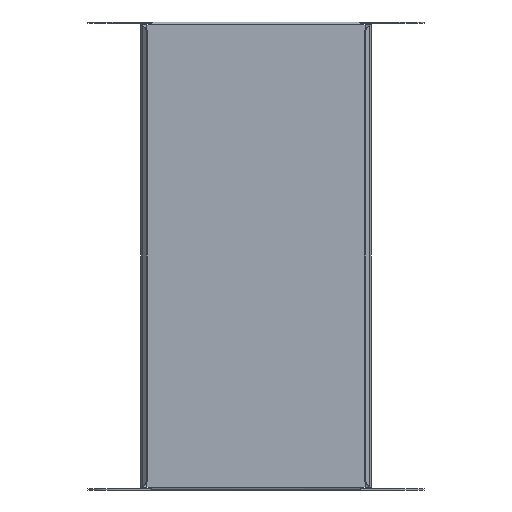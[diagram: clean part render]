
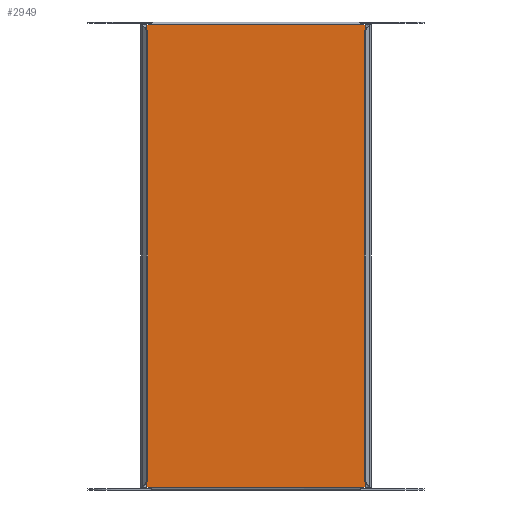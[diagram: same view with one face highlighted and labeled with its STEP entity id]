
A CAD part, front view. The second image highlights one B-rep face of the part: STEP entity #2949.
In plain terms, the highlighted planar face has unit normal (0, -1, 0).
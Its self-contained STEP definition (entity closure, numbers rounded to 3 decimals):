
#500=CARTESIAN_POINT('',(-91.75,0.,-200.75));
#501=DIRECTION('',(0.,1.,0.));
#502=DIRECTION('',(0.,0.,1.));
#503=AXIS2_PLACEMENT_3D('',#500,#501,#502);
#505=DIRECTION('',(1.,0.,0.));
#506=VECTOR('',#505,1.5);
#507=CARTESIAN_POINT('',(-93.25,0.,-197.5));
#508=LINE('',#507,#506);
#509=DIRECTION('',(-1.,0.,0.));
#510=VECTOR('',#509,1.5);
#511=CARTESIAN_POINT('',(-91.75,0.,197.5));
#512=LINE('',#511,#510);
#513=CARTESIAN_POINT('',(-91.75,0.,200.75));
#514=DIRECTION('',(0.,1.,0.));
#515=DIRECTION('',(0.385,0.,-0.923));
#516=AXIS2_PLACEMENT_3D('',#513,#514,#515);
#518=CARTESIAN_POINT('',(91.75,0.,200.75));
#519=DIRECTION('',(0.,1.,0.));
#520=DIRECTION('',(0.,0.,-1.));
#521=AXIS2_PLACEMENT_3D('',#518,#519,#520);
#523=DIRECTION('',(-1.,0.,0.));
#524=VECTOR('',#523,1.5);
#525=CARTESIAN_POINT('',(93.25,0.,197.5));
#526=LINE('',#525,#524);
#527=DIRECTION('',(1.,0.,0.));
#528=VECTOR('',#527,1.5);
#529=CARTESIAN_POINT('',(91.75,0.,-197.5));
#530=LINE('',#529,#528);
#531=CARTESIAN_POINT('',(91.75,0.,-200.75));
#532=DIRECTION('',(0.,1.,0.));
#533=DIRECTION('',(-0.385,0.,0.923));
#534=AXIS2_PLACEMENT_3D('',#531,#532,#533);
#536=DIRECTION('',(-1.,0.,0.));
#537=VECTOR('',#536,181.);
#538=CARTESIAN_POINT('',(90.5,0.,-197.75));
#539=LINE('',#538,#537);
#665=DIRECTION('',(0.,0.,-1.));
#666=VECTOR('',#665,395.);
#667=CARTESIAN_POINT('',(93.25,0.,197.5));
#668=LINE('',#667,#666);
#1501=DIRECTION('',(0.,0.,1.));
#1502=VECTOR('',#1501,395.);
#1503=CARTESIAN_POINT('',(-93.25,0.,-197.5));
#1504=LINE('',#1503,#1502);
#1562=DIRECTION('',(1.,0.,0.));
#1563=VECTOR('',#1562,181.);
#1564=CARTESIAN_POINT('',(-90.5,0.,197.75));
#1565=LINE('',#1564,#1563);
#1989=CARTESIAN_POINT('',(-90.5,0.,197.75));
#1991=VERTEX_POINT('',#1989);
#1992=CARTESIAN_POINT('',(-90.5,0.,-197.75));
#1994=VERTEX_POINT('',#1992);
#1997=CARTESIAN_POINT('',(90.5,0.,-197.75));
#1999=VERTEX_POINT('',#1997);
#2000=CARTESIAN_POINT('',(90.5,0.,197.75));
#2002=VERTEX_POINT('',#2000);
#2122=CARTESIAN_POINT('',(-91.75,0.,-197.5));
#2123=VERTEX_POINT('',#2122);
#2124=CARTESIAN_POINT('',(-93.25,0.,-197.5));
#2125=VERTEX_POINT('',#2124);
#2126=CARTESIAN_POINT('',(-91.75,0.,197.5));
#2127=VERTEX_POINT('',#2126);
#2128=CARTESIAN_POINT('',(-93.25,0.,197.5));
#2129=VERTEX_POINT('',#2128);
#2130=CARTESIAN_POINT('',(91.75,0.,197.5));
#2131=VERTEX_POINT('',#2130);
#2132=CARTESIAN_POINT('',(93.25,0.,197.5));
#2133=VERTEX_POINT('',#2132);
#2134=CARTESIAN_POINT('',(91.75,0.,-197.5));
#2135=VERTEX_POINT('',#2134);
#2136=CARTESIAN_POINT('',(93.25,0.,-197.5));
#2137=VERTEX_POINT('',#2136);
#2919=CARTESIAN_POINT('',(-144.,0.,200.));
#2920=DIRECTION('',(0.,-1.,0.));
#2921=DIRECTION('',(0.,0.,-1.));
#2922=AXIS2_PLACEMENT_3D('',#2919,#2920,#2921);
#2923=PLANE('',#2922);
#2925=ORIENTED_EDGE('',*,*,#2924,.T.);
#2927=ORIENTED_EDGE('',*,*,#2926,.F.);
#2929=ORIENTED_EDGE('',*,*,#2928,.F.);
#2931=ORIENTED_EDGE('',*,*,#2930,.T.);
#2933=ORIENTED_EDGE('',*,*,#2932,.F.);
#2934=ORIENTED_EDGE('',*,*,#2910,.F.);
#2936=ORIENTED_EDGE('',*,*,#2935,.T.);
#2938=ORIENTED_EDGE('',*,*,#2937,.F.);
#2940=ORIENTED_EDGE('',*,*,#2939,.F.);
#2942=ORIENTED_EDGE('',*,*,#2941,.T.);
#2944=ORIENTED_EDGE('',*,*,#2943,.F.);
#2946=ORIENTED_EDGE('',*,*,#2945,.F.);
#2947=EDGE_LOOP('',(#2925,#2927,#2929,#2931,#2933,#2934,#2936,#2938,#2940,#2942,
#2944,#2946));
#2948=FACE_OUTER_BOUND('',#2947,.F.);
#2949=ADVANCED_FACE('',(#2948),#2923,.T.);
#504=CIRCLE('',#503,3.25);
#517=CIRCLE('',#516,3.25);
#522=CIRCLE('',#521,3.25);
#535=CIRCLE('',#534,3.25);
#2910=EDGE_CURVE('',#1991,#2127,#517,.T.);
#2924=EDGE_CURVE('',#1999,#1994,#539,.T.);
#2926=EDGE_CURVE('',#2123,#1994,#504,.T.);
#2928=EDGE_CURVE('',#2125,#2123,#508,.T.);
#2930=EDGE_CURVE('',#2125,#2129,#1504,.T.);
#2932=EDGE_CURVE('',#2127,#2129,#512,.T.);
#2935=EDGE_CURVE('',#1991,#2002,#1565,.T.);
#2937=EDGE_CURVE('',#2131,#2002,#522,.T.);
#2939=EDGE_CURVE('',#2133,#2131,#526,.T.);
#2941=EDGE_CURVE('',#2133,#2137,#668,.T.);
#2943=EDGE_CURVE('',#2135,#2137,#530,.T.);
#2945=EDGE_CURVE('',#1999,#2135,#535,.T.);
